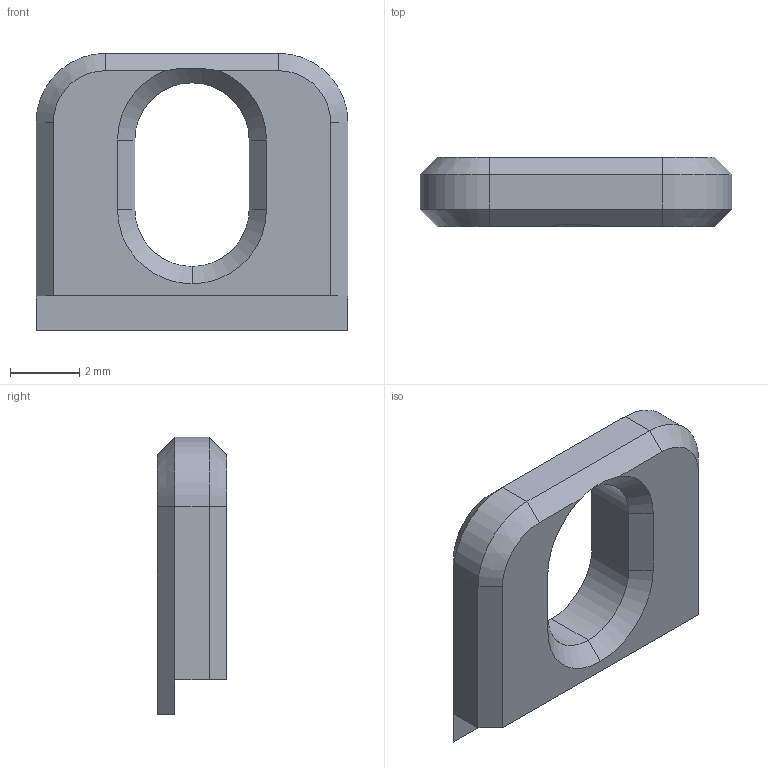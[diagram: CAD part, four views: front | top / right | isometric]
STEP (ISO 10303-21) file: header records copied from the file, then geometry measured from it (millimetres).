
FILE_DESCRIPTION (( 'STEP AP214' ), '1' );
FILE_NAME ('forfeit button tab to hold arduino.STEP', '2021-12-04T12:11:37', ( '' ), ( '' ), 'SwSTEP 2.0', 'SolidWorks 2021', '' );
FILE_SCHEMA (( 'AUTOMOTIVE_DESIGN' ));
Length unit declared in the file: millimetre
Products named in the file (1): forfeit button tab to hold arduino
Bounding box: 9 x 2 x 8 mm (x, y, z)
Volume: 89.4 mm3; surface area: 182.7 mm2
Topology: 1 solids, 1 shells, 30 faces, 72 edges, 43 vertices
Faces by surface type: plane 18, cone 7, cylinder 5
Entity records: 895 total; most frequent: DIRECTION 151, CARTESIAN_POINT 151, ORIENTED_EDGE 144, EDGE_CURVE 72, VECTOR 53, LINE 53, AXIS2_PLACEMENT_3D 49, VERTEX_POINT 43
